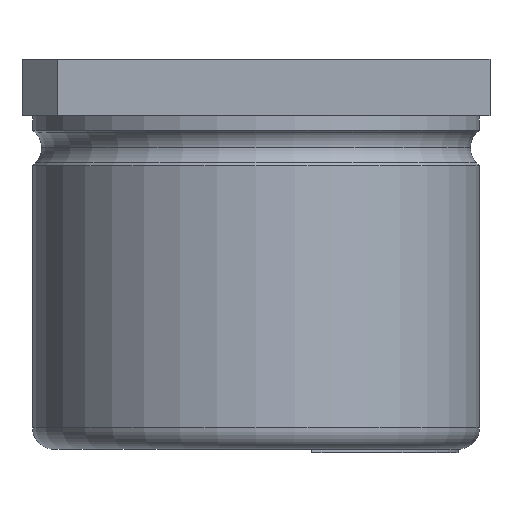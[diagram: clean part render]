
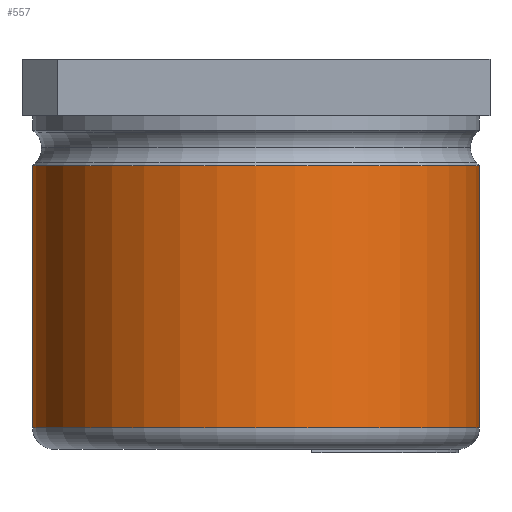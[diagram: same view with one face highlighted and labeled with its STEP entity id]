
A CAD part, front view. The second image highlights one B-rep face of the part: STEP entity #557.
In plain terms, the highlighted cylindrical face has radius 3.15 mm (diameter 6.3 mm), a partial arc.
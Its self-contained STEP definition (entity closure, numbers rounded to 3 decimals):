
#67 = CARTESIAN_POINT ( 'NONE',  ( 0., 0., -11. ) ) ;
#244 = LINE ( 'NONE', #1818, #1210 ) ;
#316 = CIRCLE ( 'NONE', #1236, 3.15 ) ;
#334 = DIRECTION ( 'NONE',  ( 0., 0., -1. ) ) ;
#340 = VERTEX_POINT ( 'NONE', #529 ) ;
#444 = AXIS2_PLACEMENT_3D ( 'NONE', #1690, #1403, #1701 ) ;
#529 = CARTESIAN_POINT ( 'NONE',  ( 3.15, 0., -1.5 ) ) ;
#539 = CYLINDRICAL_SURFACE ( 'NONE', #986, 3.15 ) ;
#557 = ADVANCED_FACE ( 'NONE', ( #1264 ), #539, .T. ) ;
#646 = ORIENTED_EDGE ( 'NONE', *, *, #957, .F. ) ;
#731 = LINE ( 'NONE', #1570, #1449 ) ;
#749 = CARTESIAN_POINT ( 'NONE',  ( 3.15, 0., -5.2 ) ) ;
#839 = EDGE_CURVE ( 'NONE', #340, #1316, #316, .T. ) ;
#883 = CARTESIAN_POINT ( 'NONE',  ( -3.15, 0., -1.5 ) ) ;
#923 = DIRECTION ( 'NONE',  ( -1., 0., 0. ) ) ;
#925 = EDGE_CURVE ( 'NONE', #1316, #1896, #244, .T. ) ;
#957 = EDGE_CURVE ( 'NONE', #340, #1885, #731, .T. ) ;
#986 = AXIS2_PLACEMENT_3D ( 'NONE', #67, #1551, #1393 ) ;
#991 = ORIENTED_EDGE ( 'NONE', *, *, #1068, .F. ) ;
#1034 = ORIENTED_EDGE ( 'NONE', *, *, #925, .T. ) ;
#1068 = EDGE_CURVE ( 'NONE', #1885, #1896, #1269, .T. ) ;
#1076 = CARTESIAN_POINT ( 'NONE',  ( 0., 0., -1.5 ) ) ;
#1166 = DIRECTION ( 'NONE',  ( 0., 0., -1. ) ) ;
#1210 = VECTOR ( 'NONE', #1166, 1000. ) ;
#1236 = AXIS2_PLACEMENT_3D ( 'NONE', #1076, #334, #923 ) ;
#1264 = FACE_OUTER_BOUND ( 'NONE', #1376, .T. ) ;
#1269 = CIRCLE ( 'NONE', #444, 3.15 ) ;
#1316 = VERTEX_POINT ( 'NONE', #883 ) ;
#1365 = ORIENTED_EDGE ( 'NONE', *, *, #839, .T. ) ;
#1376 = EDGE_LOOP ( 'NONE', ( #646, #1365, #1034, #991 ) ) ;
#1393 = DIRECTION ( 'NONE',  ( -1., 0., 0. ) ) ;
#1403 = DIRECTION ( 'NONE',  ( 0., 0., -1. ) ) ;
#1449 = VECTOR ( 'NONE', #1745, 1000. ) ;
#1551 = DIRECTION ( 'NONE',  ( 0., 0., -1. ) ) ;
#1570 = CARTESIAN_POINT ( 'NONE',  ( 3.15, 0., -11. ) ) ;
#1619 = CARTESIAN_POINT ( 'NONE',  ( -3.15, 0., -5.2 ) ) ;
#1690 = CARTESIAN_POINT ( 'NONE',  ( 0., 0., -5.2 ) ) ;
#1701 = DIRECTION ( 'NONE',  ( -1., 0., 0. ) ) ;
#1745 = DIRECTION ( 'NONE',  ( 0., 0., -1. ) ) ;
#1818 = CARTESIAN_POINT ( 'NONE',  ( -3.15, 0., -11. ) ) ;
#1885 = VERTEX_POINT ( 'NONE', #749 ) ;
#1896 = VERTEX_POINT ( 'NONE', #1619 ) ;
